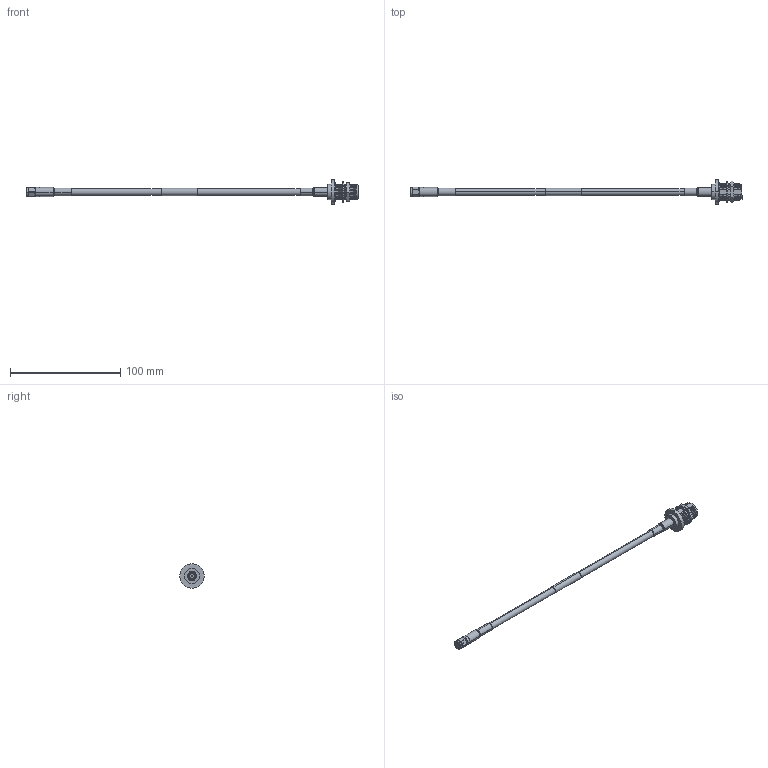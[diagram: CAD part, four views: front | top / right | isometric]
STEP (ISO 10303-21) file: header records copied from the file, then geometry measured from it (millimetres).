
FILE_DESCRIPTION (( 'STEP AP214' ), '1' );
FILE_NAME ('FMCA100224_3D.step', '2025-02-11T17:11:29', ( '' ), ( '' ), 'SwSTEP 2.0', 'SolidWorks 2022', '' );
FILE_SCHEMA (( 'AUTOMOTIVE_DESIGN' ));
Length unit declared in the file: inch
Products named in the file (7): Copy of PE44529-MA2^PE44529_FMCA100224; FMCA100224_3D; LMR-240-UF^FMCA100224_WITH LABEL; PE44637^FMCA100224_with HS; PE44529^FMCA100224; Copy of PE44529-MA1^PE44529_FMCA100224; Copy of PE44529-MA3^PE44529_FMCA100224
Assembly tree (6 placements, depth 3):
  FMCA100224_3D
    LMR-240-UF^FMCA100224_WITH LABEL
    PE44637^FMCA100224_with HS
    PE44529^FMCA100224
      Copy of PE44529-MA1^PE44529_FMCA100224
      Copy of PE44529-MA3^PE44529_FMCA100224
      Copy of PE44529-MA2^PE44529_FMCA100224
Bounding box: 301.4 x 22 x 22 mm (x, y, z)
Volume: 13566.9 mm3; surface area: 12390.3 mm2
Topology: 5 solids, 5 shells, 304 faces, 725 edges, 460 vertices
Faces by surface type: cone 135, cylinder 95, plane 53, torus 16, bspline 5
Entity records: 12515 total; most frequent: CARTESIAN_POINT 4350, ORIENTED_EDGE 1450, DIRECTION 1421, EDGE_CURVE 725, AXIS2_PLACEMENT_3D 635, VERTEX_POINT 460, EDGE_LOOP 337, CIRCLE 326
